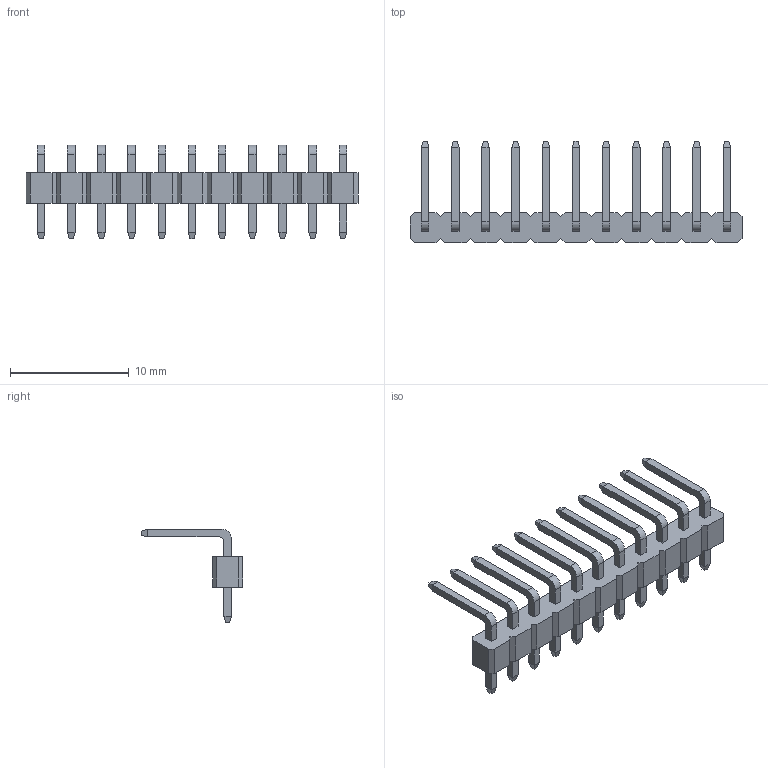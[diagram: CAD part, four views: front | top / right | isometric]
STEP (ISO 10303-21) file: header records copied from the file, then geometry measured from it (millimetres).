
FILE_DESCRIPTION(/* description */ ('Alibre Inc.'),/* implementation_level */ '2;1');
FILE_NAME(/* name */ 'export0',/* time_stamp */ '2013-07-15T21:08:38+03:00',/* author */ (''),/* organization */ (''),/* preprocessor_version */ 'ST-DEVELOPER v14',/* originating_system */ 'Alibre',/* authorisation */ '');
FILE_SCHEMA (('AUTOMOTIVE_DESIGN'));
Length unit declared in the file: centimetre
Bounding box: 27.94 x 8.54 x 7.86 mm (x, y, z)
Volume: 224 mm3; surface area: 634.9 mm2
Topology: 1 solids, 1 shells, 316 faces, 788 edges, 496 vertices
Faces by surface type: plane 294, cylinder 22
Entity records: 8827 total; most frequent: ORIENTED_EDGE 1576, CARTESIAN_POINT 1511, DIRECTION 1081, EDGE_CURVE 788, VECTOR 699, LINE 699, VERTEX_POINT 496, EDGE_LOOP 338
